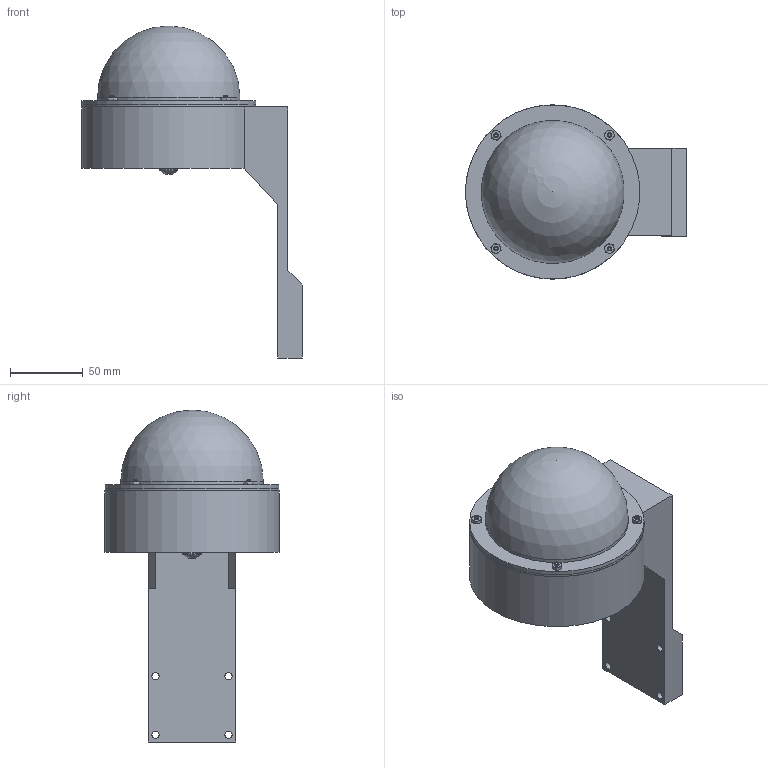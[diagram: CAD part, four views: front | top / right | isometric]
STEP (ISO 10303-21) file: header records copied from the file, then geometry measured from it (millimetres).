
FILE_DESCRIPTION(/* description */ (''),/* implementation_level */ '2;1');
FILE_NAME(/* name */ 'Allsky Camera.step',/* time_stamp */ '2026-02-21T13:01:01-07:00',/* author */ (''),/* organization */ (''),/* preprocessor_version */ 'ST-DEVELOPER v20.1',/* originating_system */ 'Autodesk Translation Framework v14.24.0.0',/* authorisation */ '');
FILE_SCHEMA (('AUTOMOTIVE_DESIGN { 1 0 10303 214 3 1 1 }'));
Length unit declared in the file: millimetre
Products named in the file (8): Allsky Camera; ASI662; Allsky Camera Base; dome seal; Dome; 91841A005_Corrosion-Resistant 18-8 Stainless Steel Hex Nuts; 91772A110_Passivated 18-8 Stainless Steel Pan Head Phillips Screw; 91772A537_Passivated 18-8 Stainless Steel Pan Head Phillips Screw
Assembly tree (13 placements, depth 2):
  Allsky Camera
    ASI662
    Allsky Camera Base
    dome seal
    Dome
    91841A005_Corrosion-Resistant 18-8 Stainless Steel Hex Nuts  x4
    91772A110_Passivated 18-8 Stainless Steel Pan Head Phillips Screw  x4
    91772A537_Passivated 18-8 Stainless Steel Pan Head Phillips Screw
Bounding box: 151.42 x 119.5 x 227.5 mm (x, y, z)
Volume: 466834.7 mm3; surface area: 164263.2 mm2
Topology: 13 solids, 13 shells, 679 faces, 1802 edges, 1173 vertices
Faces by surface type: cylinder 309, plane 173, cone 116, bspline 63, torus 11, sphere 7
Full cylindrical faces by diameter (mm): 2.02 x72, 2.845 x80, 3 x12, 3.226 x4, 4.7 x8, 5 x4, 5.563 x4, 6 x4, 6.25 x1, 6.35 x8, 6.4 x1, 6.731 x1, 12.497 x1, 28 x1, 50.8 x1, 62 x1, 98 x2, 99.5 x1, 119.5 x2
Entity records: 14649 total; most frequent: CARTESIAN_POINT 7575, ORIENTED_EDGE 1494, DIRECTION 1349, EDGE_CURVE 747, AXIS2_PLACEMENT_3D 542, VERTEX_POINT 489, EDGE_LOOP 346, FACE_OUTER_BOUND 289
